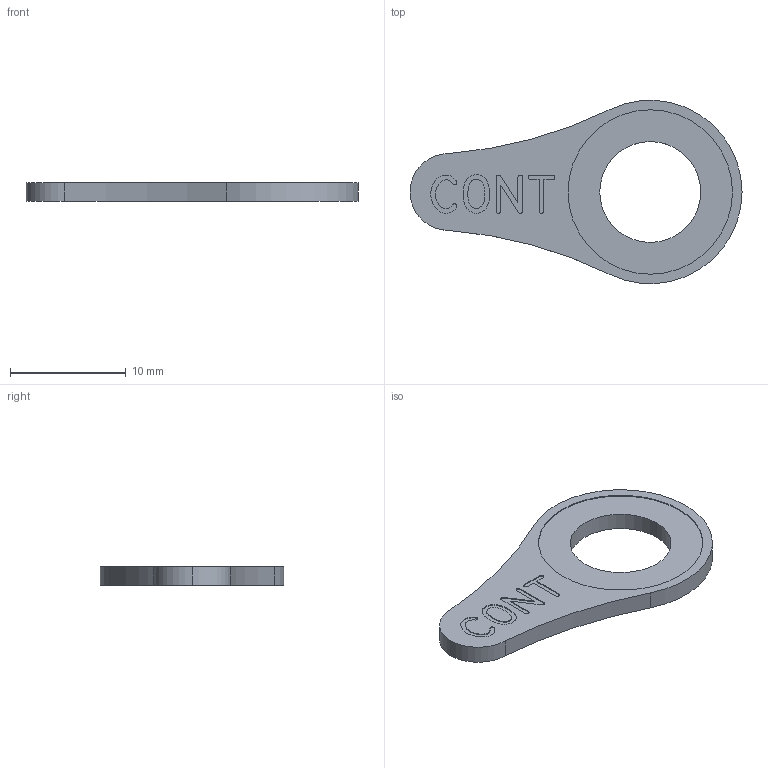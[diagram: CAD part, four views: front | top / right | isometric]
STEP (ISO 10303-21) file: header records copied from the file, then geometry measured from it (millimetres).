
FILE_DESCRIPTION (( 'STEP AP214' ), '1' );
FILE_NAME ('DDI CONT Legend Plate.STEP', '2021-10-25T10:21:10', ( '' ), ( '' ), 'SwSTEP 2.0', 'SolidWorks 2021', '' );
FILE_SCHEMA (( 'AUTOMOTIVE_DESIGN' ));
Length unit declared in the file: inch
Products named in the file (1): DDI CONT Legend Plate
Bounding box: 28.72 x 15.85 x 1.59 mm (x, y, z)
Volume: 377.1 mm3; surface area: 648.8 mm2
Topology: 1 solids, 1 shells, 82 faces, 222 edges, 148 vertices
Faces by surface type: bspline 51, plane 22, cylinder 9
Entity records: 5130 total; most frequent: CARTESIAN_POINT 2416, ORIENTED_EDGE 444, EDGE_CURVE 222, DIRECTION 202, VERTEX_POINT 148, LINE 102, VECTOR 102, B_SPLINE_CURVE_WITH_KNOTS 102
